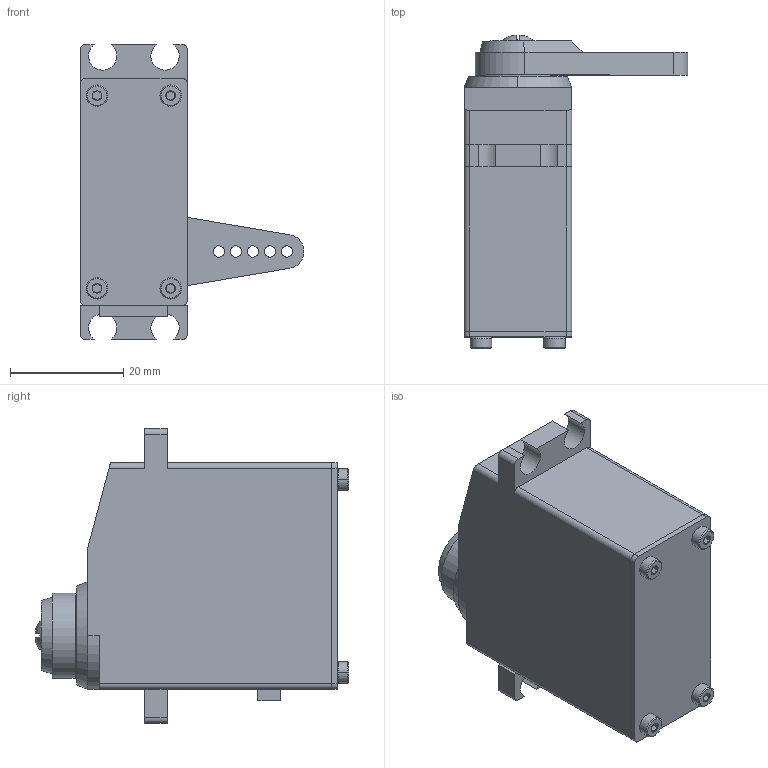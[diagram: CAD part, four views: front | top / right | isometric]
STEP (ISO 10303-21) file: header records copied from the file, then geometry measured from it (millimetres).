
FILE_DESCRIPTION (( 'STEP AP214' ), '1' );
FILE_NAME ('Ensamblaje_servo.STEP', '2017-05-08T16:26:53', ( '' ), ( '' ), 'SwSTEP 2.0', 'SolidWorks 2016', '' );
FILE_SCHEMA (( 'AUTOMOTIVE_DESIGN' ));
Length unit declared in the file: millimetre
Products named in the file (7): M2 x 0.4mm 5mm_m2; M2 x 0.4mm 3mm_m2; Servomotor; Ensamblaje_servo; tapa; engranaje; brazo
Assembly tree (9 placements, depth 2):
  Ensamblaje_servo
    Servomotor
    engranaje
    tapa
    brazo
    M2 x 0.4mm 5mm_m2  x4
    M2 x 0.4mm 3mm_m2
Bounding box: 39.5 x 55.25 x 52 mm (x, y, z)
Volume: 8839.9 mm3; surface area: 16286.8 mm2
Topology: 9 solids, 9 shells, 799 faces, 2178 edges, 1424 vertices
Faces by surface type: cylinder 408, plane 303, cone 61, bspline 25, torus 2
Entity records: 25900 total; most frequent: CARTESIAN_POINT 12010, ORIENTED_EDGE 3156, DIRECTION 2517, EDGE_CURVE 1578, VERTEX_POINT 1040, LINE 951, VECTOR 951, AXIS2_PLACEMENT_3D 783
